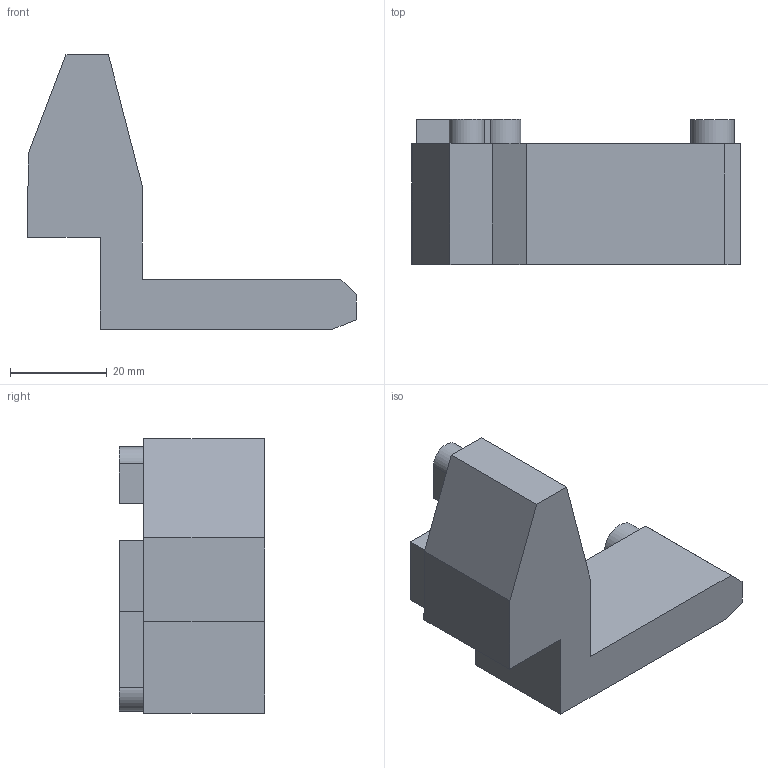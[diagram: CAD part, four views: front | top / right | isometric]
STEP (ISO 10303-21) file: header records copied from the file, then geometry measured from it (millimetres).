
FILE_DESCRIPTION(/* description */ (''),/* implementation_level */ '2;1');
FILE_NAME(/* name */ 'TheUltimateCloudCatFeederByPW_Helpers_CrappyElectronicsMount v6.step',/* time_stamp */ '2020-09-22T22:14:35-05:00',/* author */ (''),/* organization */ (''),/* preprocessor_version */ 'ST-DEVELOPER v18.1',/* originating_system */ 'Autodesk Translation Framework v9.3.0.1241',/* authorisation */ '');
FILE_SCHEMA (('AUTOMOTIVE_DESIGN { 1 0 10303 214 3 1 1 }'));
Length unit declared in the file: millimetre
Products named in the file (2): TheUltimateCloudCatFeederByPW_Helpers_CrappyElectronicsMount; PCBMount
Assembly tree (1 placements, depth 2):
  TheUltimateCloudCatFeederByPW_Helpers_CrappyElectronicsMount
    PCBMount
Bounding box: 67.97 x 30 x 56.69 mm (x, y, z)
Volume: 35235.5 mm3; surface area: 9852.5 mm2
Topology: 1 solids, 1 shells, 36 faces, 84 edges, 56 vertices
Faces by surface type: plane 30, cylinder 6
Full cylindrical faces by diameter (mm): 2.9 x3, 8.941 x1
Entity records: 1073 total; most frequent: CARTESIAN_POINT 179, DIRECTION 174, ORIENTED_EDGE 168, EDGE_CURVE 84, LINE 72, VECTOR 72, VERTEX_POINT 56, AXIS2_PLACEMENT_3D 51
